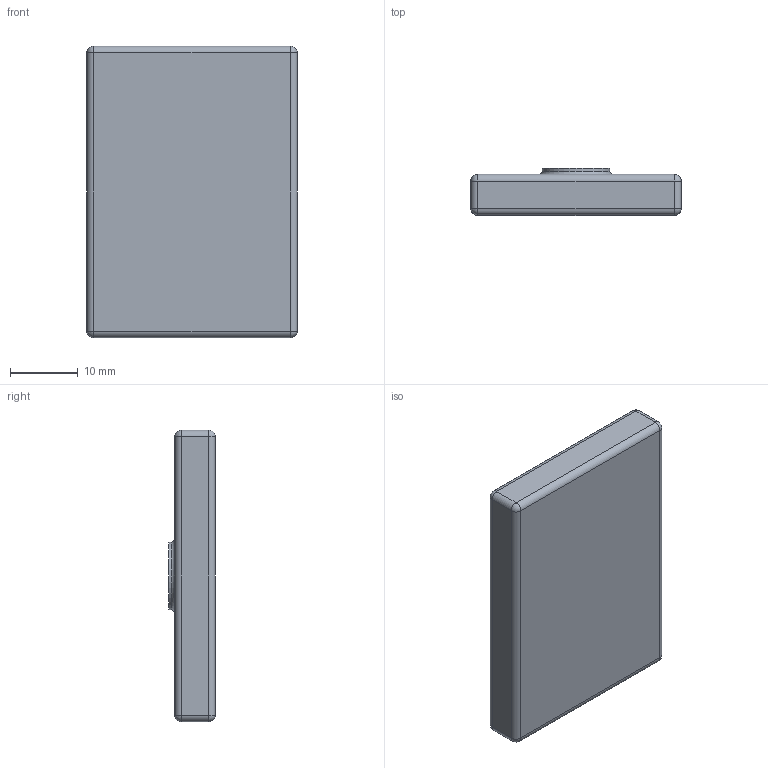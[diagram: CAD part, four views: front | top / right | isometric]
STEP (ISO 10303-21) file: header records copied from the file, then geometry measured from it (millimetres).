
FILE_DESCRIPTION(/* description */ ('','CAx-IF Rec.Pracs.---Representation and Presentation of Product Manufacturing Information (PMI)---4.0---2014-10-13'),/* implementation_level */ '2;1');
FILE_NAME(/* name */ 'GM17460.stp',/* time_stamp */ '2020-09-03T10:52:14+02:00',/* author */ ('tm'),/* organization */ (''),/* preprocessor_version */ 'ST-DEVELOPER v17.2',/* originating_system */ 'Autodesk Inventor 2019',/* authorisation */ '');
FILE_SCHEMA (('AP242_MANAGED_MODEL_BASED_3D_ENGINEERING_MIM_LF { 1 0 10303 442 1 1 4 }'));
Length unit declared in the file: millimetre
Products named in the file (2): GM17460; E0133981
Assembly tree (1 placements, depth 2):
  GM17460
    E0133981
Bounding box: 31 x 6.9 x 43 mm (x, y, z)
Volume: 7963.9 mm3; surface area: 3481.9 mm2
Topology: 1 solids, 1 shells, 32 faces, 68 edges, 44 vertices
Faces by surface type: cylinder 14, plane 8, sphere 8, torus 1, cone 1
Full cylindrical faces by diameter (mm): 3.3 x1, 10 x1
Entity records: 938 total; most frequent: DIRECTION 173, CARTESIAN_POINT 143, ORIENTED_EDGE 126, AXIS2_PLACEMENT_3D 73, EDGE_CURVE 63, CIRCLE 37, VERTEX_POINT 35, EDGE_LOOP 34
